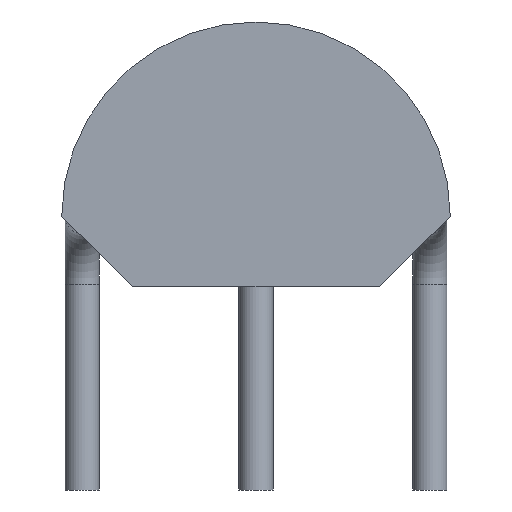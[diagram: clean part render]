
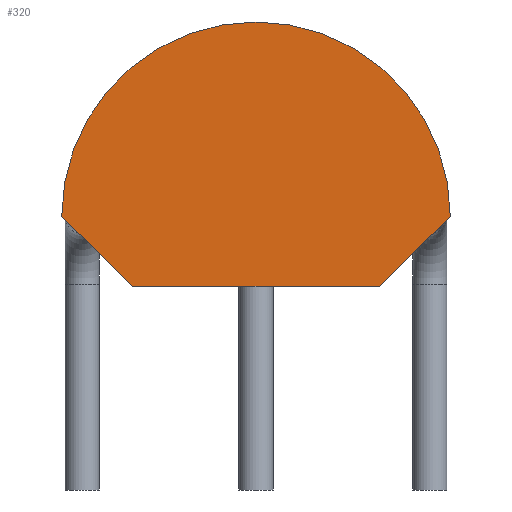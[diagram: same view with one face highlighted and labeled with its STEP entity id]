
A CAD part, front view. The second image highlights one B-rep face of the part: STEP entity #320.
In plain terms, the highlighted planar face has unit normal (0, -1, 0).
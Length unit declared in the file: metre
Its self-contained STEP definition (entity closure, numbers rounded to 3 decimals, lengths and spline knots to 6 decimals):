
#15=PLANE('',#522);
#24=LINE('',#693,#34);
#27=LINE('',#699,#37);
#29=LINE('',#702,#39);
#34=VECTOR('',#607,1.);
#37=VECTOR('',#612,1.);
#39=VECTOR('',#616,1.);
#94=ORIENTED_EDGE('',*,*,#128,.T.);
#95=ORIENTED_EDGE('',*,*,#132,.T.);
#96=ORIENTED_EDGE('',*,*,#135,.T.);
#97=ORIENTED_EDGE('',*,*,#137,.F.);
#128=EDGE_CURVE('',#159,#158,#183,.T.);
#132=EDGE_CURVE('',#158,#161,#24,.T.);
#135=EDGE_CURVE('',#161,#163,#27,.T.);
#137=EDGE_CURVE('',#159,#163,#29,.T.);
#158=VERTEX_POINT('',#684);
#159=VERTEX_POINT('',#686);
#161=VERTEX_POINT('',#692);
#163=VERTEX_POINT('',#698);
#183=CIRCLE('',#518,0.00284);
#218=EDGE_LOOP('',(#94,#95,#96,#97));
#260=FACE_BOUND('',#218,.T.);
#320=ADVANCED_FACE('Face appearance 2',(#260),#15,.T.);
#518=AXIS2_PLACEMENT_3D('',#685,#600,#601);
#522=AXIS2_PLACEMENT_3D('',#703,#617,#618);
#600=DIRECTION('',(0.,-1.,0.));
#601=DIRECTION('',(0.,0.,-1.));
#607=DIRECTION('',(0.714,0.,-0.7));
#612=DIRECTION('',(1.,0.,0.));
#616=DIRECTION('',(-0.714,0.,-0.7));
#617=DIRECTION('',(0.,-1.,0.));
#618=DIRECTION('',(1.,0.,0.));
#684=CARTESIAN_POINT('',(-0.00284,-0.008673,0.002));
#685=CARTESIAN_POINT('',(0.,-0.008673,0.002));
#686=CARTESIAN_POINT('',(0.00284,-0.008673,0.002));
#692=CARTESIAN_POINT('',(-0.0018,-0.008673,0.00098));
#693=CARTESIAN_POINT('',(-0.00232,-0.008673,0.00149));
#698=CARTESIAN_POINT('',(0.0018,-0.008673,0.00098));
#699=CARTESIAN_POINT('',(0.,-0.008673,0.00098));
#702=CARTESIAN_POINT('',(0.00232,-0.008673,0.00149));
#703=CARTESIAN_POINT('',(0.,-0.008673,0.00291));
